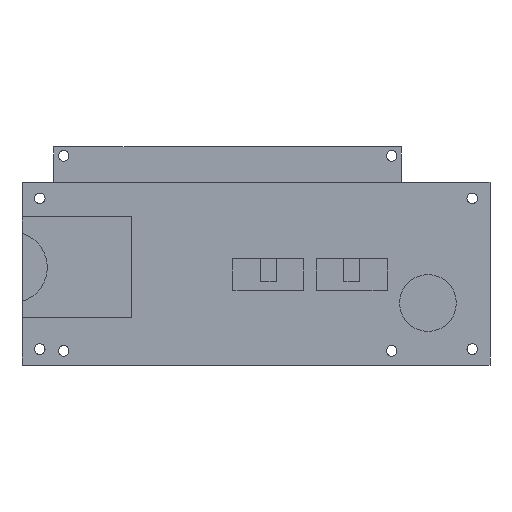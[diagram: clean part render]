
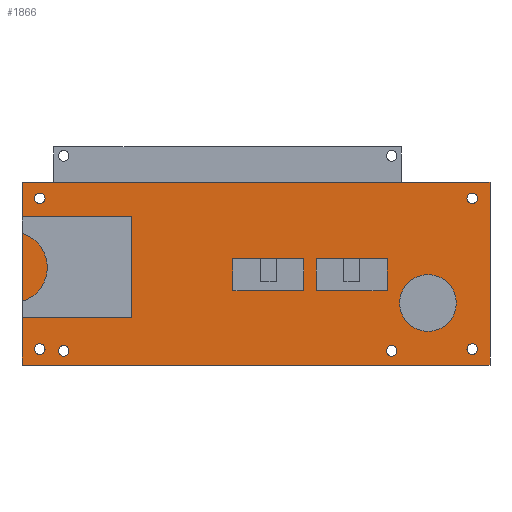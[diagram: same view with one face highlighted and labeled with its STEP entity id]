
A CAD part, front view. The second image highlights one B-rep face of the part: STEP entity #1866.
In plain terms, the highlighted planar face has unit normal (0, -1, 0).
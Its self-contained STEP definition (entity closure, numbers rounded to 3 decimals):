
#36 = ORIENTED_EDGE ( 'NONE', *, *, #2208, .T. ) ;
#51 = ORIENTED_EDGE ( 'NONE', *, *, #2212, .T. ) ;
#104 = ORIENTED_EDGE ( 'NONE', *, *, #2217, .T. ) ;
#107 = VERTEX_POINT ( 'NONE', #2258 ) ;
#149 = ORIENTED_EDGE ( 'NONE', *, *, #2252, .F. ) ;
#228 = ORIENTED_EDGE ( 'NONE', *, *, #2202, .T. ) ;
#274 = LINE ( 'NONE', #595, #378 ) ;
#276 = FACE_BOUND ( 'NONE', #1823, .T. ) ;
#290 = LINE ( 'NONE', #563, #319 ) ;
#305 = FACE_BOUND ( 'NONE', #682, .T. ) ;
#313 = LINE ( 'NONE', #493, #621 ) ;
#319 = VECTOR ( 'NONE', #537, 1000. ) ;
#327 = FACE_BOUND ( 'NONE', #1915, .T. ) ;
#333 = VERTEX_POINT ( 'NONE', #2261 ) ;
#354 = VECTOR ( 'NONE', #508, 1000. ) ;
#375 = CIRCLE ( 'NONE', #927, 1.5 ) ;
#378 = VECTOR ( 'NONE', #525, 1000. ) ;
#392 = VERTEX_POINT ( 'NONE', #2263 ) ;
#400 = FACE_BOUND ( 'NONE', #1927, .T. ) ;
#456 = VERTEX_POINT ( 'NONE', #2249 ) ;
#464 = CIRCLE ( 'NONE', #921, 1.5 ) ;
#470 = CARTESIAN_POINT ( 'NONE',  ( 74., -15.5, 20. ) ) ;
#471 = CIRCLE ( 'NONE', #916, 1.5 ) ;
#474 = FACE_OUTER_BOUND ( 'NONE', #736, .T. ) ;
#490 = LINE ( 'NONE', #506, #354 ) ;
#493 = CARTESIAN_POINT ( 'NONE',  ( -58., -15.5, -31.5 ) ) ;
#501 = DIRECTION ( 'NONE',  ( 0., 0., 1. ) ) ;
#505 = CIRCLE ( 'NONE', #929, 1.5 ) ;
#506 = CARTESIAN_POINT ( 'NONE',  ( -58., -15.5, -31.5 ) ) ;
#508 = DIRECTION ( 'NONE',  ( -1., 0., 0. ) ) ;
#516 = FACE_BOUND ( 'NONE', #1770, .T. ) ;
#525 = DIRECTION ( 'NONE',  ( 0., 0., -1. ) ) ;
#537 = DIRECTION ( 'NONE',  ( 1., 0., 0. ) ) ;
#538 = DIRECTION ( 'NONE',  ( 0., 0., 1. ) ) ;
#541 = DIRECTION ( 'NONE',  ( 0., 1., 0. ) ) ;
#542 = CARTESIAN_POINT ( 'NONE',  ( -46.25, -15.5, -27.5 ) ) ;
#547 = DIRECTION ( 'NONE',  ( 0., 0., 1. ) ) ;
#549 = DIRECTION ( 'NONE',  ( 0., 1., 0. ) ) ;
#550 = CARTESIAN_POINT ( 'NONE',  ( 46.25, -15.5, -27.5 ) ) ;
#555 = DIRECTION ( 'NONE',  ( 0., 0., 1. ) ) ;
#558 = DIRECTION ( 'NONE',  ( 0., 1., 0. ) ) ;
#559 = DIRECTION ( 'NONE',  ( 0., 0., 1. ) ) ;
#563 = CARTESIAN_POINT ( 'NONE',  ( -58., -15.5, 20. ) ) ;
#564 = CARTESIAN_POINT ( 'NONE',  ( -53., -15.5, -27. ) ) ;
#567 = DIRECTION ( 'NONE',  ( 0., 1., 0. ) ) ;
#568 = CARTESIAN_POINT ( 'NONE',  ( 69., -15.5, -27. ) ) ;
#571 = DIRECTION ( 'NONE',  ( 0., 0., 1. ) ) ;
#573 = DIRECTION ( 'NONE',  ( 0., 1., 0. ) ) ;
#574 = CARTESIAN_POINT ( 'NONE',  ( 69., -15.5, 15.5 ) ) ;
#578 = DIRECTION ( 'NONE',  ( 0., 0., 1. ) ) ;
#580 = DIRECTION ( 'NONE',  ( 0., 1., 0. ) ) ;
#581 = CIRCLE ( 'NONE', #932, 1.5 ) ;
#585 = CARTESIAN_POINT ( 'NONE',  ( -53., -15.5, 15.5 ) ) ;
#595 = CARTESIAN_POINT ( 'NONE',  ( 74., -15.5, -31.5 ) ) ;
#621 = VECTOR ( 'NONE', #501, 1000. ) ;
#646 = CIRCLE ( 'NONE', #912, 1.5 ) ;
#652 = FACE_BOUND ( 'NONE', #2207, .T. ) ;
#682 = EDGE_LOOP ( 'NONE', ( #885 ) ) ;
#696 = VERTEX_POINT ( 'NONE', #1377 ) ;
#736 = EDGE_LOOP ( 'NONE', ( #2165, #2016, #149, #2147 ) ) ;
#774 = CARTESIAN_POINT ( 'NONE',  ( 74., -15.5, -31.5 ) ) ;
#785 = CARTESIAN_POINT ( 'NONE',  ( -58., -15.5, 20. ) ) ;
#829 = DIRECTION ( 'NONE',  ( 0., 0., 1. ) ) ;
#832 = DIRECTION ( 'NONE',  ( 0., 1., 0. ) ) ;
#841 = PLANE ( 'NONE',  #968 ) ;
#853 = CARTESIAN_POINT ( 'NONE',  ( 0., -15.5, 0. ) ) ;
#885 = ORIENTED_EDGE ( 'NONE', *, *, #2199, .T. ) ;
#912 = AXIS2_PLACEMENT_3D ( 'NONE', #542, #541, #538 ) ;
#916 = AXIS2_PLACEMENT_3D ( 'NONE', #550, #549, #547 ) ;
#921 = AXIS2_PLACEMENT_3D ( 'NONE', #564, #558, #555 ) ;
#927 = AXIS2_PLACEMENT_3D ( 'NONE', #568, #567, #559 ) ;
#929 = AXIS2_PLACEMENT_3D ( 'NONE', #574, #573, #571 ) ;
#932 = AXIS2_PLACEMENT_3D ( 'NONE', #585, #580, #578 ) ;
#968 = AXIS2_PLACEMENT_3D ( 'NONE', #853, #832, #829 ) ;
#1377 = CARTESIAN_POINT ( 'NONE',  ( -58., -15.5, -31.5 ) ) ;
#1437 = VERTEX_POINT ( 'NONE', #2244 ) ;
#1590 = VERTEX_POINT ( 'NONE', #2253 ) ;
#1770 = EDGE_LOOP ( 'NONE', ( #104 ) ) ;
#1823 = EDGE_LOOP ( 'NONE', ( #36 ) ) ;
#1866 = ADVANCED_FACE ( 'NONE', ( #327, #516, #400, #276, #652, #305, #474 ), #841, .F. ) ;
#1915 = EDGE_LOOP ( 'NONE', ( #2264 ) ) ;
#1927 = EDGE_LOOP ( 'NONE', ( #51 ) ) ;
#1999 = VERTEX_POINT ( 'NONE', #785 ) ;
#2016 = ORIENTED_EDGE ( 'NONE', *, *, #2265, .F. ) ;
#2052 = VERTEX_POINT ( 'NONE', #774 ) ;
#2147 = ORIENTED_EDGE ( 'NONE', *, *, #2231, .F. ) ;
#2165 = ORIENTED_EDGE ( 'NONE', *, *, #2225, .F. ) ;
#2199 = EDGE_CURVE ( 'NONE', #333, #333, #581, .T. ) ;
#2202 = EDGE_CURVE ( 'NONE', #392, #392, #505, .T. ) ;
#2207 = EDGE_LOOP ( 'NONE', ( #228 ) ) ;
#2208 = EDGE_CURVE ( 'NONE', #107, #107, #375, .T. ) ;
#2212 = EDGE_CURVE ( 'NONE', #1590, #1590, #464, .T. ) ;
#2217 = EDGE_CURVE ( 'NONE', #1437, #1437, #471, .T. ) ;
#2220 = EDGE_CURVE ( 'NONE', #456, #456, #646, .T. ) ;
#2225 = EDGE_CURVE ( 'NONE', #1999, #2272, #290, .T. ) ;
#2231 = EDGE_CURVE ( 'NONE', #2272, #2052, #274, .T. ) ;
#2244 = CARTESIAN_POINT ( 'NONE',  ( 46.25, -15.5, -26. ) ) ;
#2249 = CARTESIAN_POINT ( 'NONE',  ( -46.25, -15.5, -26. ) ) ;
#2252 = EDGE_CURVE ( 'NONE', #2052, #696, #490, .T. ) ;
#2253 = CARTESIAN_POINT ( 'NONE',  ( -53., -15.5, -25.5 ) ) ;
#2258 = CARTESIAN_POINT ( 'NONE',  ( 69., -15.5, -25.5 ) ) ;
#2261 = CARTESIAN_POINT ( 'NONE',  ( -53., -15.5, 17. ) ) ;
#2263 = CARTESIAN_POINT ( 'NONE',  ( 69., -15.5, 17. ) ) ;
#2264 = ORIENTED_EDGE ( 'NONE', *, *, #2220, .T. ) ;
#2265 = EDGE_CURVE ( 'NONE', #696, #1999, #313, .T. ) ;
#2272 = VERTEX_POINT ( 'NONE', #470 ) ;
